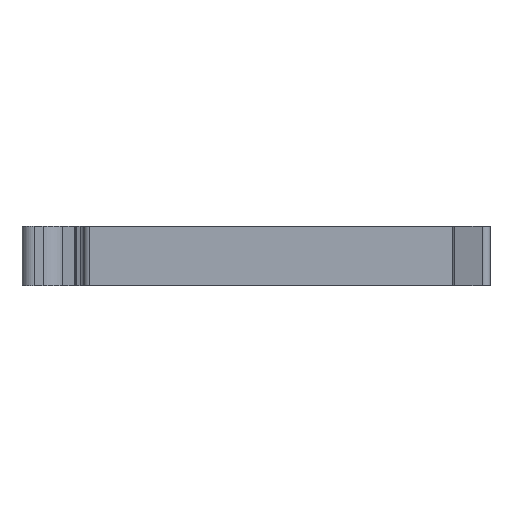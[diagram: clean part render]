
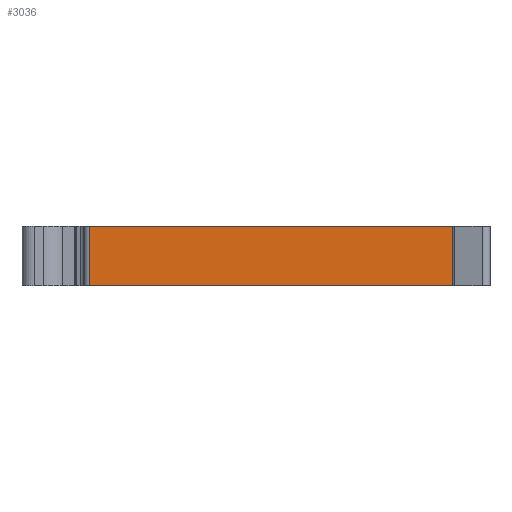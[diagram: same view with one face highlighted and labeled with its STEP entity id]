
A CAD part, front view. The second image highlights one B-rep face of the part: STEP entity #3036.
In plain terms, the highlighted planar face has unit normal (0, -1, 0).
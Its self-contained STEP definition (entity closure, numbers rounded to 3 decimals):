
#634 = CARTESIAN_POINT ( 'NONE',  ( 16.4, -13.5, 0. ) ) ;
#778 = DIRECTION ( 'NONE',  ( -1., 0., 0. ) ) ;
#1109 = CARTESIAN_POINT ( 'NONE',  ( 16.4, -13.5, 5. ) ) ;
#1392 = FACE_OUTER_BOUND ( 'NONE', #4559, .T. ) ;
#1650 = CARTESIAN_POINT ( 'NONE',  ( -15.05, -13.5, 0. ) ) ;
#2338 = CARTESIAN_POINT ( 'NONE',  ( -15.05, -13.5, -41.109 ) ) ;
#2345 = DIRECTION ( 'NONE',  ( 0., 0., 1. ) ) ;
#2495 = VECTOR ( 'NONE', #2345, 1000. ) ;
#2509 = LINE ( 'NONE', #2338, #2495 ) ;
#2513 = ORIENTED_EDGE ( 'NONE', *, *, #4660, .F. ) ;
#2518 = VECTOR ( 'NONE', #2766, 1000. ) ;
#2532 = ORIENTED_EDGE ( 'NONE', *, *, #4136, .T. ) ;
#2566 = ORIENTED_EDGE ( 'NONE', *, *, #4878, .F. ) ;
#2568 = LINE ( 'NONE', #2764, #2518 ) ;
#2576 = ORIENTED_EDGE ( 'NONE', *, *, #4908, .F. ) ;
#2764 = CARTESIAN_POINT ( 'NONE',  ( 16.4, -13.5, 5. ) ) ;
#2766 = DIRECTION ( 'NONE',  ( 1., 0., 0. ) ) ;
#3036 = ADVANCED_FACE ( 'NONE', ( #1392 ), #3992, .T. ) ;
#3071 = CARTESIAN_POINT ( 'NONE',  ( 16.4, -13.5, 0. ) ) ;
#3130 = LINE ( 'NONE', #634, #3161 ) ;
#3153 = VERTEX_POINT ( 'NONE', #3448 ) ;
#3161 = VECTOR ( 'NONE', #778, 1000. ) ;
#3448 = CARTESIAN_POINT ( 'NONE',  ( -15.05, -13.5, 5. ) ) ;
#3455 = VERTEX_POINT ( 'NONE', #1650 ) ;
#3548 = VERTEX_POINT ( 'NONE', #1109 ) ;
#3965 = DIRECTION ( 'NONE',  ( 1., 0., 0. ) ) ;
#3971 = DIRECTION ( 'NONE',  ( 0., -1., 0. ) ) ;
#3992 = PLANE ( 'NONE',  #5045 ) ;
#4136 = EDGE_CURVE ( 'NONE', #5442, #3548, #4841, .T. ) ;
#4287 = CARTESIAN_POINT ( 'NONE',  ( 16.4, -13.5, -41.109 ) ) ;
#4559 = EDGE_LOOP ( 'NONE', ( #2513, #2532, #2566, #2576 ) ) ;
#4563 = CARTESIAN_POINT ( 'NONE',  ( 16.4, -13.5, -41.109 ) ) ;
#4577 = DIRECTION ( 'NONE',  ( 0., 0., 1. ) ) ;
#4660 = EDGE_CURVE ( 'NONE', #5442, #3455, #3130, .T. ) ;
#4756 = VECTOR ( 'NONE', #4577, 1000. ) ;
#4841 = LINE ( 'NONE', #4563, #4756 ) ;
#4878 = EDGE_CURVE ( 'NONE', #3153, #3548, #2568, .T. ) ;
#4908 = EDGE_CURVE ( 'NONE', #3455, #3153, #2509, .T. ) ;
#5045 = AXIS2_PLACEMENT_3D ( 'NONE', #4287, #3971, #3965 ) ;
#5442 = VERTEX_POINT ( 'NONE', #3071 ) ;
